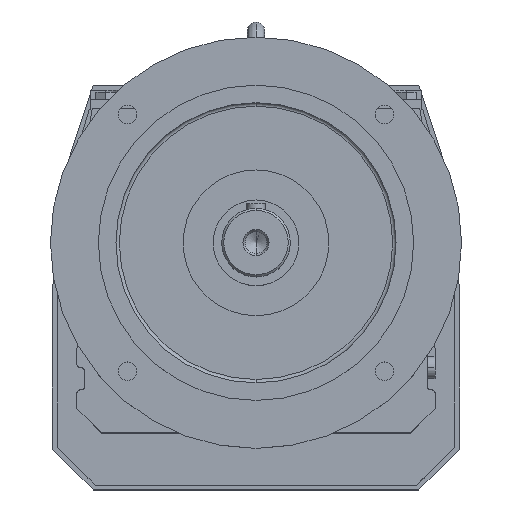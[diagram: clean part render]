
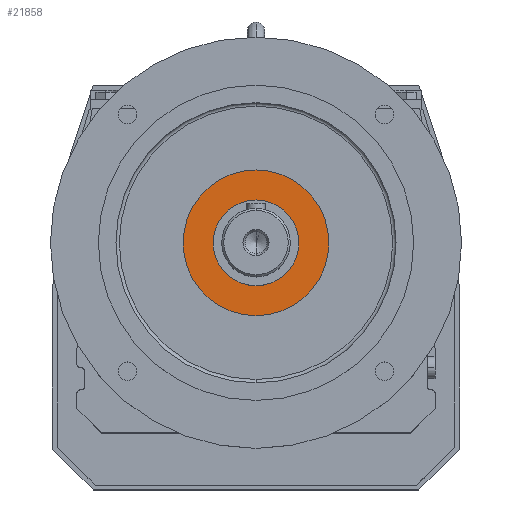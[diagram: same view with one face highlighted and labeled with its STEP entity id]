
A CAD part, top view. The second image highlights one B-rep face of the part: STEP entity #21858.
In plain terms, the highlighted planar face has unit normal (0, 0, 1).
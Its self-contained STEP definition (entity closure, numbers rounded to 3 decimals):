
#21715 = CYLINDRICAL_SURFACE('',#21716,53.156);
#21716 = AXIS2_PLACEMENT_3D('',#21717,#21718,#21719);
#21717 = CARTESIAN_POINT('',(0.,12.6,372.));
#21718 = DIRECTION('',(0.,0.,1.));
#21719 = DIRECTION('',(0.,-1.,0.));
#21745 = CYLINDRICAL_SURFACE('',#21746,53.156);
#21746 = AXIS2_PLACEMENT_3D('',#21747,#21748,#21749);
#21747 = CARTESIAN_POINT('',(0.,12.6,372.));
#21748 = DIRECTION('',(0.,0.,1.));
#21749 = DIRECTION('',(0.,-1.,0.));
#21763 = EDGE_CURVE('',#21764,#21766,#21768,.T.);
#21764 = VERTEX_POINT('',#21765);
#21765 = CARTESIAN_POINT('',(0.,-40.556,262.));
#21766 = VERTEX_POINT('',#21767);
#21767 = CARTESIAN_POINT('',(0.,65.756,262.));
#21768 = SURFACE_CURVE('',#21769,(#21774,#21780),.PCURVE_S1.);
#21769 = CIRCLE('',#21770,53.156);
#21770 = AXIS2_PLACEMENT_3D('',#21771,#21772,#21773);
#21771 = CARTESIAN_POINT('',(0.,12.6,262.));
#21772 = DIRECTION('',(0.,0.,-1.));
#21773 = DIRECTION('',(-1.,0.,0.));
#21774 = PCURVE('',#21745,#21775);
#21775 = DEFINITIONAL_REPRESENTATION('',(#21776),#21779);
#21776 = B_SPLINE_CURVE_WITH_KNOTS('',1,(#21777,#21778),.UNSPECIFIED.,
  .F.,.F.,(2,2),(4.712,7.854),
  .PIECEWISE_BEZIER_KNOTS.);
#21777 = CARTESIAN_POINT('',(6.283,-110.));
#21778 = CARTESIAN_POINT('',(3.142,-110.));
#21779 = ( GEOMETRIC_REPRESENTATION_CONTEXT(2) 
PARAMETRIC_REPRESENTATION_CONTEXT() REPRESENTATION_CONTEXT('2D SPACE',''
  ) );
#21780 = PCURVE('',#21781,#21786);
#21781 = PLANE('',#21782);
#21782 = AXIS2_PLACEMENT_3D('',#21783,#21784,#21785);
#21783 = CARTESIAN_POINT('',(-22.93,4.03,262.));
#21784 = DIRECTION('',(0.,0.,-1.));
#21785 = DIRECTION('',(-1.,0.,0.));
#21786 = DEFINITIONAL_REPRESENTATION('',(#21787),#21791);
#21787 = CIRCLE('',#21788,53.156);
#21788 = AXIS2_PLACEMENT_2D('',#21789,#21790);
#21789 = CARTESIAN_POINT('',(-22.93,8.57));
#21790 = DIRECTION('',(1.,0.));
#21791 = ( GEOMETRIC_REPRESENTATION_CONTEXT(2) 
PARAMETRIC_REPRESENTATION_CONTEXT() REPRESENTATION_CONTEXT('2D SPACE',''
  ) );
#21838 = EDGE_CURVE('',#21766,#21764,#21839,.T.);
#21839 = SURFACE_CURVE('',#21840,(#21845,#21851),.PCURVE_S1.);
#21840 = CIRCLE('',#21841,53.156);
#21841 = AXIS2_PLACEMENT_3D('',#21842,#21843,#21844);
#21842 = CARTESIAN_POINT('',(0.,12.6,262.));
#21843 = DIRECTION('',(0.,0.,-1.));
#21844 = DIRECTION('',(-1.,0.,0.));
#21845 = PCURVE('',#21715,#21846);
#21846 = DEFINITIONAL_REPRESENTATION('',(#21847),#21850);
#21847 = B_SPLINE_CURVE_WITH_KNOTS('',1,(#21848,#21849),.UNSPECIFIED.,
  .F.,.F.,(2,2),(1.571,4.712),
  .PIECEWISE_BEZIER_KNOTS.);
#21848 = CARTESIAN_POINT('',(3.142,-110.));
#21849 = CARTESIAN_POINT('',(0.,-110.));
#21850 = ( GEOMETRIC_REPRESENTATION_CONTEXT(2) 
PARAMETRIC_REPRESENTATION_CONTEXT() REPRESENTATION_CONTEXT('2D SPACE',''
  ) );
#21851 = PCURVE('',#21781,#21852);
#21852 = DEFINITIONAL_REPRESENTATION('',(#21853),#21857);
#21853 = CIRCLE('',#21854,53.156);
#21854 = AXIS2_PLACEMENT_2D('',#21855,#21856);
#21855 = CARTESIAN_POINT('',(-22.93,8.57));
#21856 = DIRECTION('',(1.,0.));
#21857 = ( GEOMETRIC_REPRESENTATION_CONTEXT(2) 
PARAMETRIC_REPRESENTATION_CONTEXT() REPRESENTATION_CONTEXT('2D SPACE',''
  ) );
#21858 = ADVANCED_FACE('',(#21859,#21925),#21781,.F.);
#21859 = FACE_BOUND('',#21860,.T.);
#21860 = EDGE_LOOP('',(#21861,#21895));
#21861 = ORIENTED_EDGE('',*,*,#21862,.F.);
#21862 = EDGE_CURVE('',#21863,#21865,#21867,.T.);
#21863 = VERTEX_POINT('',#21864);
#21864 = CARTESIAN_POINT('',(0.,-18.65,262.));
#21865 = VERTEX_POINT('',#21866);
#21866 = CARTESIAN_POINT('',(0.,43.85,262.));
#21867 = SURFACE_CURVE('',#21868,(#21873,#21884),.PCURVE_S1.);
#21868 = CIRCLE('',#21869,31.25);
#21869 = AXIS2_PLACEMENT_3D('',#21870,#21871,#21872);
#21870 = CARTESIAN_POINT('',(0.,12.6,262.));
#21871 = DIRECTION('',(0.,0.,1.));
#21872 = DIRECTION('',(-1.,0.,0.));
#21873 = PCURVE('',#21781,#21874);
#21874 = DEFINITIONAL_REPRESENTATION('',(#21875),#21883);
#21875 = ( BOUNDED_CURVE() B_SPLINE_CURVE(2,(#21876,#21877,#21878,#21879
    ,#21880,#21881,#21882),.UNSPECIFIED.,.F.,.F.) 
B_SPLINE_CURVE_WITH_KNOTS((1,2,2,2,2,1),(-2.094,0.,
    2.094,4.189,6.283,8.378),
.UNSPECIFIED.) CURVE() GEOMETRIC_REPRESENTATION_ITEM() 
RATIONAL_B_SPLINE_CURVE((1.,0.5,1.,0.5,1.,0.5,1.)) REPRESENTATION_ITEM(
  '') );
#21876 = CARTESIAN_POINT('',(8.32,8.57));
#21877 = CARTESIAN_POINT('',(8.32,-45.556));
#21878 = CARTESIAN_POINT('',(-38.555,-18.493));
#21879 = CARTESIAN_POINT('',(-85.43,8.57));
#21880 = CARTESIAN_POINT('',(-38.555,35.633));
#21881 = CARTESIAN_POINT('',(8.32,62.697));
#21882 = CARTESIAN_POINT('',(8.32,8.57));
#21883 = ( GEOMETRIC_REPRESENTATION_CONTEXT(2) 
PARAMETRIC_REPRESENTATION_CONTEXT() REPRESENTATION_CONTEXT('2D SPACE',''
  ) );
#21884 = PCURVE('',#21885,#21890);
#21885 = CYLINDRICAL_SURFACE('',#21886,31.25);
#21886 = AXIS2_PLACEMENT_3D('',#21887,#21888,#21889);
#21887 = CARTESIAN_POINT('',(0.,12.6,372.));
#21888 = DIRECTION('',(0.,0.,1.));
#21889 = DIRECTION('',(0.,-1.,0.));
#21890 = DEFINITIONAL_REPRESENTATION('',(#21891),#21894);
#21891 = B_SPLINE_CURVE_WITH_KNOTS('',1,(#21892,#21893),.UNSPECIFIED.,
  .F.,.F.,(2,2),(1.571,4.712),
  .PIECEWISE_BEZIER_KNOTS.);
#21892 = CARTESIAN_POINT('',(0.,-110.));
#21893 = CARTESIAN_POINT('',(3.142,-110.));
#21894 = ( GEOMETRIC_REPRESENTATION_CONTEXT(2) 
PARAMETRIC_REPRESENTATION_CONTEXT() REPRESENTATION_CONTEXT('2D SPACE',''
  ) );
#21895 = ORIENTED_EDGE('',*,*,#21896,.F.);
#21896 = EDGE_CURVE('',#21865,#21863,#21897,.T.);
#21897 = SURFACE_CURVE('',#21898,(#21903,#21914),.PCURVE_S1.);
#21898 = CIRCLE('',#21899,31.25);
#21899 = AXIS2_PLACEMENT_3D('',#21900,#21901,#21902);
#21900 = CARTESIAN_POINT('',(0.,12.6,262.));
#21901 = DIRECTION('',(0.,0.,1.));
#21902 = DIRECTION('',(-1.,0.,0.));
#21903 = PCURVE('',#21781,#21904);
#21904 = DEFINITIONAL_REPRESENTATION('',(#21905),#21913);
#21905 = ( BOUNDED_CURVE() B_SPLINE_CURVE(2,(#21906,#21907,#21908,#21909
    ,#21910,#21911,#21912),.UNSPECIFIED.,.F.,.F.) 
B_SPLINE_CURVE_WITH_KNOTS((1,2,2,2,2,1),(-2.094,0.,
    2.094,4.189,6.283,8.378),
.UNSPECIFIED.) CURVE() GEOMETRIC_REPRESENTATION_ITEM() 
RATIONAL_B_SPLINE_CURVE((1.,0.5,1.,0.5,1.,0.5,1.)) REPRESENTATION_ITEM(
  '') );
#21906 = CARTESIAN_POINT('',(8.32,8.57));
#21907 = CARTESIAN_POINT('',(8.32,-45.556));
#21908 = CARTESIAN_POINT('',(-38.555,-18.493));
#21909 = CARTESIAN_POINT('',(-85.43,8.57));
#21910 = CARTESIAN_POINT('',(-38.555,35.633));
#21911 = CARTESIAN_POINT('',(8.32,62.697));
#21912 = CARTESIAN_POINT('',(8.32,8.57));
#21913 = ( GEOMETRIC_REPRESENTATION_CONTEXT(2) 
PARAMETRIC_REPRESENTATION_CONTEXT() REPRESENTATION_CONTEXT('2D SPACE',''
  ) );
#21914 = PCURVE('',#21915,#21920);
#21915 = CYLINDRICAL_SURFACE('',#21916,31.25);
#21916 = AXIS2_PLACEMENT_3D('',#21917,#21918,#21919);
#21917 = CARTESIAN_POINT('',(0.,12.6,372.));
#21918 = DIRECTION('',(0.,0.,1.));
#21919 = DIRECTION('',(0.,-1.,0.));
#21920 = DEFINITIONAL_REPRESENTATION('',(#21921),#21924);
#21921 = B_SPLINE_CURVE_WITH_KNOTS('',1,(#21922,#21923),.UNSPECIFIED.,
  .F.,.F.,(2,2),(4.712,7.854),
  .PIECEWISE_BEZIER_KNOTS.);
#21922 = CARTESIAN_POINT('',(3.142,-110.));
#21923 = CARTESIAN_POINT('',(6.283,-110.));
#21924 = ( GEOMETRIC_REPRESENTATION_CONTEXT(2) 
PARAMETRIC_REPRESENTATION_CONTEXT() REPRESENTATION_CONTEXT('2D SPACE',''
  ) );
#21925 = FACE_BOUND('',#21926,.T.);
#21926 = EDGE_LOOP('',(#21927,#21928));
#21927 = ORIENTED_EDGE('',*,*,#21763,.F.);
#21928 = ORIENTED_EDGE('',*,*,#21838,.F.);
